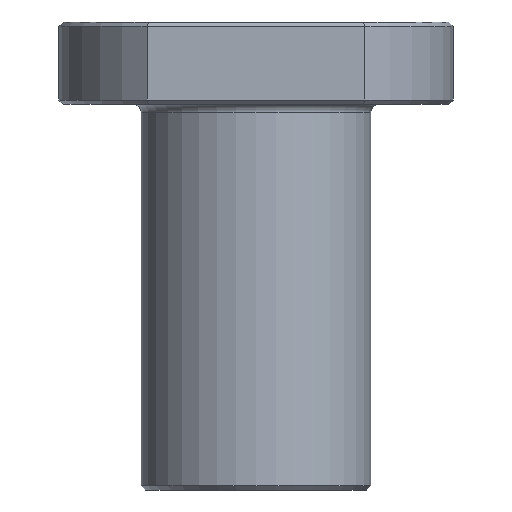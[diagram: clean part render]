
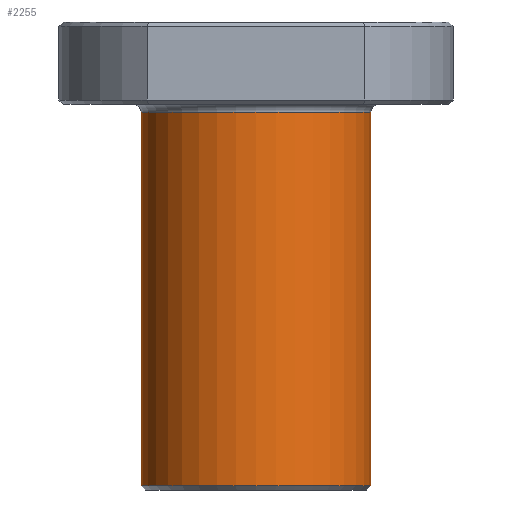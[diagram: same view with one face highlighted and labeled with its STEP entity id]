
A CAD part, front view. The second image highlights one B-rep face of the part: STEP entity #2255.
In plain terms, the highlighted cylindrical face has radius 14 mm (diameter 28 mm), a partial arc.
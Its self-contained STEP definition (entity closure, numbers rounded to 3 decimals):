
#5 = EDGE_LOOP ( 'NONE', ( #2422, #5189, #3394, #552 ) ) ;
#396 = LINE ( 'NONE', #1545, #2982 ) ;
#458 = EDGE_CURVE ( 'NONE', #1023, #3702, #396, .T. ) ;
#534 = DIRECTION ( 'NONE',  ( 0., 0., 1. ) ) ;
#552 = ORIENTED_EDGE ( 'NONE', *, *, #4548, .T. ) ;
#824 = CARTESIAN_POINT ( 'NONE',  ( 0., 0., 25.019 ) ) ;
#887 = VECTOR ( 'NONE', #4924, 1000. ) ;
#1023 = VERTEX_POINT ( 'NONE', #4993 ) ;
#1144 = DIRECTION ( 'NONE',  ( 0., 0., 1. ) ) ;
#1545 = CARTESIAN_POINT ( 'NONE',  ( 14., 0., 25.019 ) ) ;
#1645 = CARTESIAN_POINT ( 'NONE',  ( -14., 0., -56.5 ) ) ;
#1683 = CIRCLE ( 'NONE', #4682, 14. ) ;
#1692 = DIRECTION ( 'NONE',  ( 0., 0., 1. ) ) ;
#1720 = CARTESIAN_POINT ( 'NONE',  ( -14., 0., -11. ) ) ;
#1910 = DIRECTION ( 'NONE',  ( 1., 0., 0. ) ) ;
#2040 = LINE ( 'NONE', #3298, #887 ) ;
#2255 = ADVANCED_FACE ( 'NONE', ( #2780 ), #4411, .T. ) ;
#2422 = ORIENTED_EDGE ( 'NONE', *, *, #3364, .F. ) ;
#2780 = FACE_OUTER_BOUND ( 'NONE', #5, .T. ) ;
#2982 = VECTOR ( 'NONE', #1144, 1000. ) ;
#3017 = AXIS2_PLACEMENT_3D ( 'NONE', #824, #1692, #4934 ) ;
#3177 = AXIS2_PLACEMENT_3D ( 'NONE', #3659, #534, #4182 ) ;
#3298 = CARTESIAN_POINT ( 'NONE',  ( -14., 0., 25.019 ) ) ;
#3364 = EDGE_CURVE ( 'NONE', #5267, #4400, #2040, .T. ) ;
#3394 = ORIENTED_EDGE ( 'NONE', *, *, #458, .T. ) ;
#3512 = CARTESIAN_POINT ( 'NONE',  ( 14., 0., -11. ) ) ;
#3659 = CARTESIAN_POINT ( 'NONE',  ( 0., 0., -56.5 ) ) ;
#3702 = VERTEX_POINT ( 'NONE', #3512 ) ;
#4130 = CIRCLE ( 'NONE', #3177, 14. ) ;
#4182 = DIRECTION ( 'NONE',  ( 1., 0., 0. ) ) ;
#4400 = VERTEX_POINT ( 'NONE', #1720 ) ;
#4411 = CYLINDRICAL_SURFACE ( 'NONE', #3017, 14. ) ;
#4548 = EDGE_CURVE ( 'NONE', #3702, #4400, #1683, .T. ) ;
#4682 = AXIS2_PLACEMENT_3D ( 'NONE', #5124, #4777, #1910 ) ;
#4777 = DIRECTION ( 'NONE',  ( 0., 0., -1. ) ) ;
#4899 = EDGE_CURVE ( 'NONE', #5267, #1023, #4130, .T. ) ;
#4924 = DIRECTION ( 'NONE',  ( 0., 0., 1. ) ) ;
#4934 = DIRECTION ( 'NONE',  ( 1., 0., 0. ) ) ;
#4993 = CARTESIAN_POINT ( 'NONE',  ( 14., 0., -56.5 ) ) ;
#5124 = CARTESIAN_POINT ( 'NONE',  ( 0., 0., -11. ) ) ;
#5189 = ORIENTED_EDGE ( 'NONE', *, *, #4899, .T. ) ;
#5267 = VERTEX_POINT ( 'NONE', #1645 ) ;
